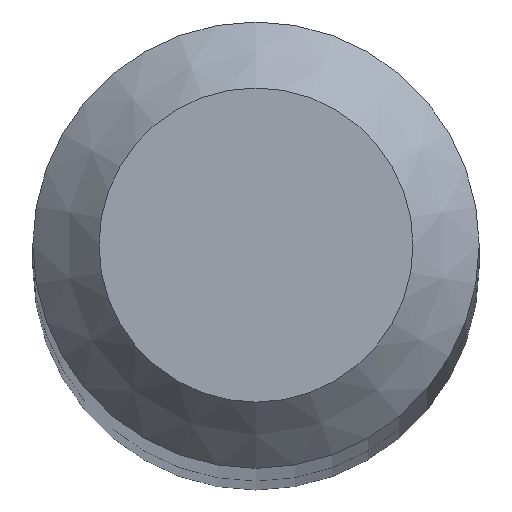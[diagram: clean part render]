
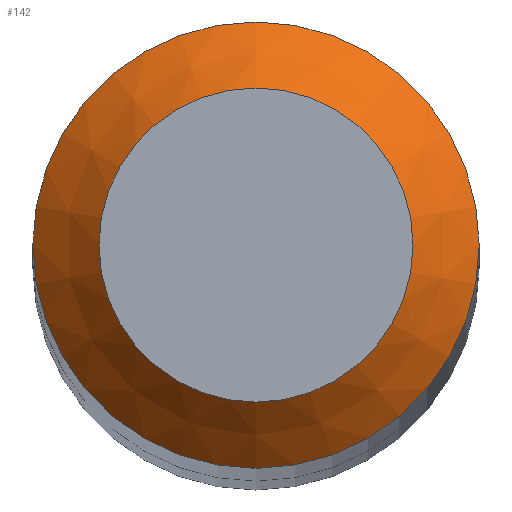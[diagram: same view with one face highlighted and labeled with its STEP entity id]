
A CAD part, top view. The second image highlights one B-rep face of the part: STEP entity #142.
In plain terms, the highlighted conical face has half-angle 45 degrees and reference radius 0.475 mm.
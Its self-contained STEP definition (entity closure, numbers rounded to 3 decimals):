
#13 = CARTESIAN_POINT ( 'NONE',  ( 0., 0.675, 37.8 ) ) ;
#15 = VERTEX_POINT ( 'NONE', #197 ) ;
#18 = CIRCLE ( 'NONE', #128, 0.475 ) ;
#24 = DIRECTION ( 'NONE',  ( 0., 1., 0. ) ) ;
#26 = CARTESIAN_POINT ( 'NONE',  ( 0., 0., 38. ) ) ;
#29 = AXIS2_PLACEMENT_3D ( 'NONE', #26, #195, #182 ) ;
#36 = CIRCLE ( 'NONE', #64, 0.675 ) ;
#64 = AXIS2_PLACEMENT_3D ( 'NONE', #163, #145, #24 ) ;
#75 = ORIENTED_EDGE ( 'NONE', *, *, #130, .F. ) ;
#83 = DIRECTION ( 'NONE',  ( 0., 1., 0. ) ) ;
#89 = EDGE_CURVE ( 'NONE', #15, #15, #18, .T. ) ;
#97 = DIRECTION ( 'NONE',  ( 0., 0., -1. ) ) ;
#101 = EDGE_LOOP ( 'NONE', ( #129 ) ) ;
#128 = AXIS2_PLACEMENT_3D ( 'NONE', #161, #97, #83 ) ;
#129 = ORIENTED_EDGE ( 'NONE', *, *, #89, .T. ) ;
#130 = EDGE_CURVE ( 'NONE', #165, #165, #36, .T. ) ;
#138 = CONICAL_SURFACE ( 'NONE', #29, 0.475, 0.785 ) ;
#142 = ADVANCED_FACE ( 'NONE', ( #180, #196 ), #138, .T. ) ;
#145 = DIRECTION ( 'NONE',  ( 0., 0., -1. ) ) ;
#161 = CARTESIAN_POINT ( 'NONE',  ( 0., 0., 38. ) ) ;
#163 = CARTESIAN_POINT ( 'NONE',  ( 0., 0., 37.8 ) ) ;
#164 = EDGE_LOOP ( 'NONE', ( #75 ) ) ;
#165 = VERTEX_POINT ( 'NONE', #13 ) ;
#180 = FACE_OUTER_BOUND ( 'NONE', #164, .T. ) ;
#182 = DIRECTION ( 'NONE',  ( 0., 1., 0. ) ) ;
#195 = DIRECTION ( 'NONE',  ( 0., 0., -1. ) ) ;
#196 = FACE_BOUND ( 'NONE', #101, .T. ) ;
#197 = CARTESIAN_POINT ( 'NONE',  ( 0., 0.475, 38. ) ) ;
